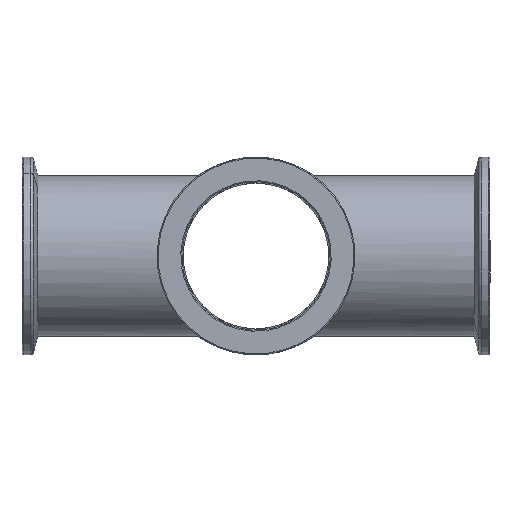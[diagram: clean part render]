
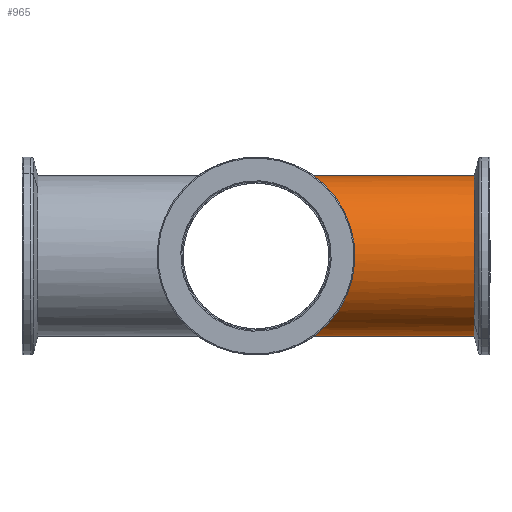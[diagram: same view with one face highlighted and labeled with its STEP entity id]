
A CAD part, front view. The second image highlights one B-rep face of the part: STEP entity #965.
In plain terms, the highlighted cylindrical face has radius 22.25 mm (diameter 44.5 mm), a partial arc.
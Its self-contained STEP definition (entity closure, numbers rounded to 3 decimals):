
#2 = CARTESIAN_POINT ( 'NONE',  ( 61.5, 0., 22.25 ) ) ;
#63 = CARTESIAN_POINT ( 'NONE',  ( 0., 0., 22.25 ) ) ;
#77 = DIRECTION ( 'NONE',  ( 1., 0., 0. ) ) ;
#84 = LINE ( 'NONE', #553, #745 ) ;
#160 = CARTESIAN_POINT ( 'NONE',  ( 44.5, -44.5, 22.25 ) ) ;
#161 = CIRCLE ( 'NONE', #877, 22.25 ) ;
#211 = DIRECTION ( 'NONE',  ( 0., 0., -1. ) ) ;
#251 = CARTESIAN_POINT ( 'NONE',  ( 0., 0., -22.25 ) ) ;
#301 = EDGE_CURVE ( 'NONE', #987, #389, #1058, .T. ) ;
#333 = DIRECTION ( 'NONE',  ( -1., 0., 0. ) ) ;
#359 = EDGE_CURVE ( 'NONE', #987, #910, #161, .T. ) ;
#389 = VERTEX_POINT ( 'NONE', #672 ) ;
#429 = EDGE_CURVE ( 'NONE', #910, #1002, #84, .T. ) ;
#512 = EDGE_CURVE ( 'NONE', #1002, #389, #920, .T. ) ;
#553 = CARTESIAN_POINT ( 'NONE',  ( 61.5, 0., -22.25 ) ) ;
#570 = AXIS2_PLACEMENT_3D ( 'NONE', #678, #333, #860 ) ;
#641 = VECTOR ( 'NONE', #645, 1000. ) ;
#645 = DIRECTION ( 'NONE',  ( -1., 0., 0. ) ) ;
#672 = CARTESIAN_POINT ( 'NONE',  ( 0., 0., 22.25 ) ) ;
#678 = CARTESIAN_POINT ( 'NONE',  ( 61.5, 0., 0. ) ) ;
#698 = ORIENTED_EDGE ( 'NONE', *, *, #359, .F. ) ;
#745 = VECTOR ( 'NONE', #1023, 1000. ) ;
#781 = ORIENTED_EDGE ( 'NONE', *, *, #429, .F. ) ;
#804 = CYLINDRICAL_SURFACE ( 'NONE', #570, 22.25 ) ;
#837 = FACE_OUTER_BOUND ( 'NONE', #1085, .T. ) ;
#860 = DIRECTION ( 'NONE',  ( 0., 0., 1. ) ) ;
#877 = AXIS2_PLACEMENT_3D ( 'NONE', #1100, #77, #211 ) ;
#910 = VERTEX_POINT ( 'NONE', #1099 ) ;
#915 = ORIENTED_EDGE ( 'NONE', *, *, #301, .T. ) ;
#920 =( BOUNDED_CURVE ( )  B_SPLINE_CURVE ( 3, ( #251, #952, #160, #63 ),
 .UNSPECIFIED., .F., .F. ) 
 B_SPLINE_CURVE_WITH_KNOTS ( ( 4, 4 ),
 ( 1.571, 4.712 ),
 .UNSPECIFIED. ) 
 CURVE ( )  GEOMETRIC_REPRESENTATION_ITEM ( )  RATIONAL_B_SPLINE_CURVE ( ( 1., 0.333, 0.333, 1. ) ) 
 REPRESENTATION_ITEM ( '' )  );
#952 = CARTESIAN_POINT ( 'NONE',  ( 44.5, -44.5, -22.25 ) ) ;
#965 = ADVANCED_FACE ( 'NONE', ( #837 ), #804, .T. ) ;
#987 = VERTEX_POINT ( 'NONE', #2 ) ;
#1002 = VERTEX_POINT ( 'NONE', #1025 ) ;
#1010 = CARTESIAN_POINT ( 'NONE',  ( 61.5, 0., 22.25 ) ) ;
#1023 = DIRECTION ( 'NONE',  ( -1., 0., 0. ) ) ;
#1025 = CARTESIAN_POINT ( 'NONE',  ( 0., 0., -22.25 ) ) ;
#1058 = LINE ( 'NONE', #1010, #641 ) ;
#1061 = ORIENTED_EDGE ( 'NONE', *, *, #512, .F. ) ;
#1085 = EDGE_LOOP ( 'NONE', ( #781, #698, #915, #1061 ) ) ;
#1099 = CARTESIAN_POINT ( 'NONE',  ( 61.5, 0., -22.25 ) ) ;
#1100 = CARTESIAN_POINT ( 'NONE',  ( 61.5, 0., 0. ) ) ;
